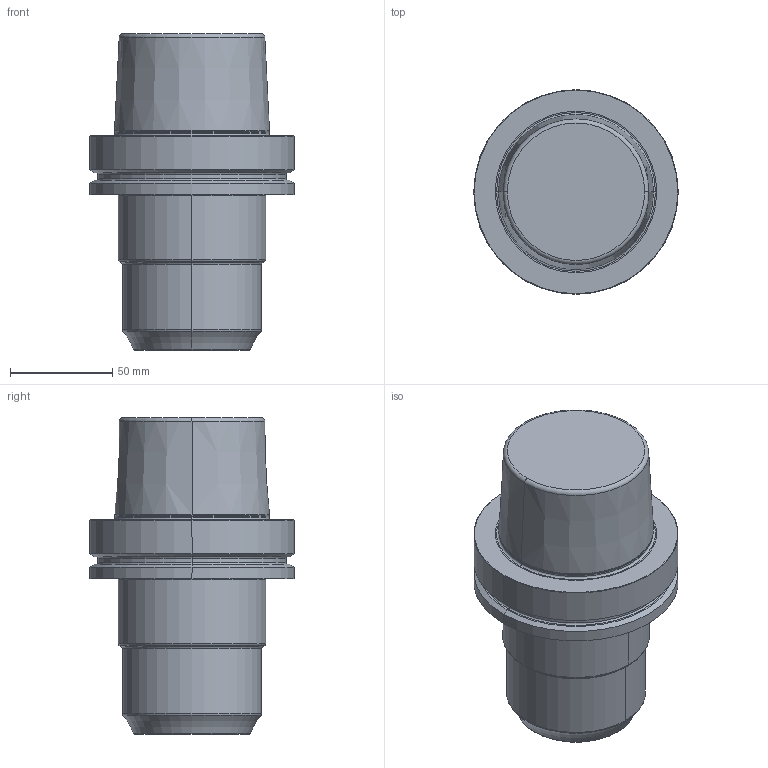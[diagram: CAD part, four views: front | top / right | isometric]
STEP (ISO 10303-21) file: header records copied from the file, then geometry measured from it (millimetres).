
FILE_DESCRIPTION((''),'2;1');
FILE_NAME('607095554-000-00-E43','2018-06-20T',('bahnemannr'),(''),'PRO/ENGINEER BY PARAMETRIC TECHNOLOGY CORPORATION, 2011220','PRO/ENGINEER BY PARAMETRIC TECHNOLOGY CORPORATION, 2011220','');
FILE_SCHEMA(('AUTOMOTIVE_DESIGN_CC2 { 1 2 10303 214 -1 1 5 2 }'));
Length unit declared in the file: millimetre
Products named in the file (1): 607095554-000-00-E43
Bounding box: 100 x 100 x 154.9 mm (x, y, z)
Volume: 668795.4 mm3; surface area: 58502 mm2
Topology: 1 solids, 1 shells, 59 faces, 120 edges, 72 vertices
Faces by surface type: torus 24, cylinder 14, cone 14, plane 7
Entity records: 1978 total; most frequent: DIRECTION 332, CARTESIAN_POINT 246, ORIENTED_EDGE 232, AXIS2_PLACEMENT_3D 150, PRESENTATION_STYLE_ASSIGNMENT 124, STYLED_ITEM 124, CURVE_STYLE 123, EDGE_CURVE 116
